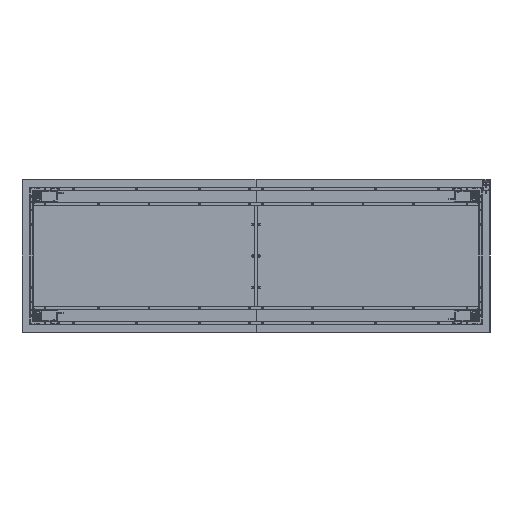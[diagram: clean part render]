
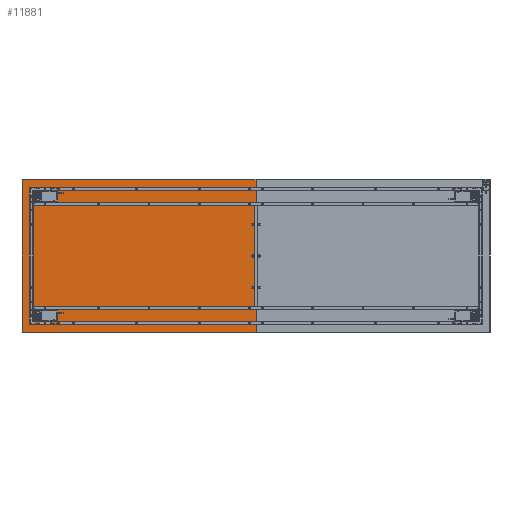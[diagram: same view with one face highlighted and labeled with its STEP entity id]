
A CAD part, front view. The second image highlights one B-rep face of the part: STEP entity #11881.
In plain terms, the highlighted planar face has unit normal (0, -1, 0).
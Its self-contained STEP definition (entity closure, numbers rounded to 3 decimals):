
#783 = EDGE_CURVE ( 'NONE', #40819, #20700, #7837, .T. ) ;
#7837 = LINE ( 'NONE', #26679, #25820 ) ;
#9783 = CARTESIAN_POINT ( 'NONE',  ( 0., 703.8, -606.5 ) ) ;
#10913 = ORIENTED_EDGE ( 'NONE', *, *, #32398, .T. ) ;
#11324 = EDGE_CURVE ( 'NONE', #20700, #34496, #42978, .T. ) ;
#11881 = ADVANCED_FACE ( 'NONE', ( #38258 ), #48464, .F. ) ;
#13167 = DIRECTION ( 'NONE',  ( 0., 0., 1. ) ) ;
#17324 = CARTESIAN_POINT ( 'NONE',  ( 0., 703.8, -606.5 ) ) ;
#17807 = EDGE_LOOP ( 'NONE', ( #10913, #43861, #26484, #55564 ) ) ;
#18280 = AXIS2_PLACEMENT_3D ( 'NONE', #24410, #38576, #29932 ) ;
#18804 = VECTOR ( 'NONE', #22278, 1000. ) ;
#19550 = DIRECTION ( 'NONE',  ( 0., 0., -1. ) ) ;
#20700 = VERTEX_POINT ( 'NONE', #32729 ) ;
#22278 = DIRECTION ( 'NONE',  ( 1., 0., 0. ) ) ;
#24410 = CARTESIAN_POINT ( 'NONE',  ( 0., 703.8, 0. ) ) ;
#25820 = VECTOR ( 'NONE', #45496, 1000. ) ;
#26158 = LINE ( 'NONE', #41550, #56977 ) ;
#26484 = ORIENTED_EDGE ( 'NONE', *, *, #783, .T. ) ;
#26679 = CARTESIAN_POINT ( 'NONE',  ( 0., 703.8, 606.5 ) ) ;
#26900 = LINE ( 'NONE', #17324, #18804 ) ;
#28502 = CARTESIAN_POINT ( 'NONE',  ( -1856.5, 703.8, 0. ) ) ;
#28779 = CARTESIAN_POINT ( 'NONE',  ( 0., 703.8, 606.5 ) ) ;
#29932 = DIRECTION ( 'NONE',  ( 0., 0., 1. ) ) ;
#32398 = EDGE_CURVE ( 'NONE', #34496, #50957, #26900, .T. ) ;
#32729 = CARTESIAN_POINT ( 'NONE',  ( -1856.5, 703.8, 606.5 ) ) ;
#34496 = VERTEX_POINT ( 'NONE', #41657 ) ;
#38258 = FACE_OUTER_BOUND ( 'NONE', #17807, .T. ) ;
#38576 = DIRECTION ( 'NONE',  ( 0., 1., 0. ) ) ;
#40140 = VECTOR ( 'NONE', #19550, 1000. ) ;
#40819 = VERTEX_POINT ( 'NONE', #28779 ) ;
#41550 = CARTESIAN_POINT ( 'NONE',  ( 0., 703.8, 0. ) ) ;
#41657 = CARTESIAN_POINT ( 'NONE',  ( -1856.5, 703.8, -606.5 ) ) ;
#42978 = LINE ( 'NONE', #28502, #40140 ) ;
#43861 = ORIENTED_EDGE ( 'NONE', *, *, #48134, .T. ) ;
#45496 = DIRECTION ( 'NONE',  ( -1., 0., 0. ) ) ;
#48134 = EDGE_CURVE ( 'NONE', #50957, #40819, #26158, .T. ) ;
#48464 = PLANE ( 'NONE',  #18280 ) ;
#50957 = VERTEX_POINT ( 'NONE', #9783 ) ;
#55564 = ORIENTED_EDGE ( 'NONE', *, *, #11324, .T. ) ;
#56977 = VECTOR ( 'NONE', #13167, 1000. ) ;
